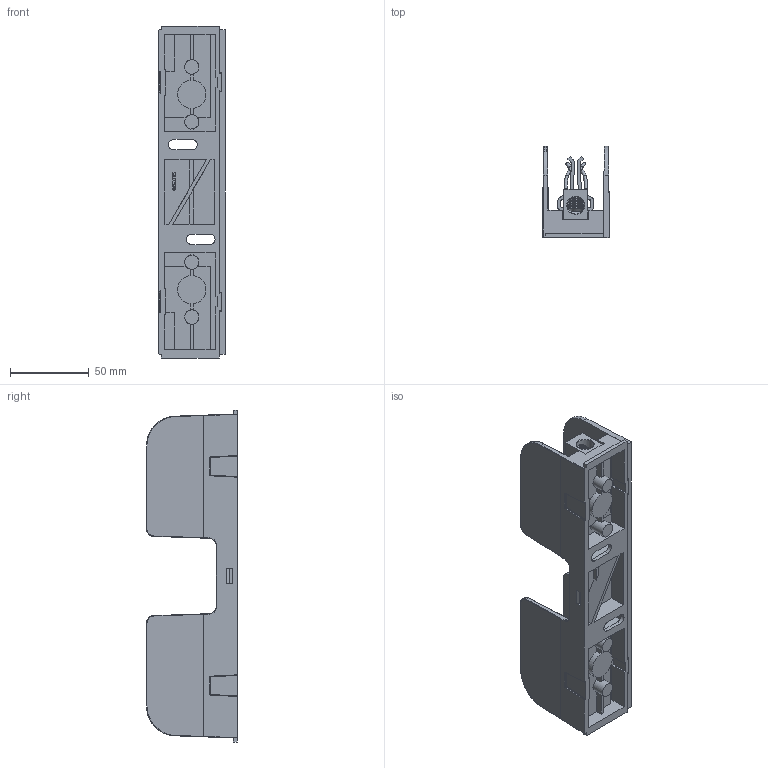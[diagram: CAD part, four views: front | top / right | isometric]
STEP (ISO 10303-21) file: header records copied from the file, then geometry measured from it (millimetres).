
FILE_DESCRIPTION (( 'STEP AP214' ), '1' );
FILE_NAME ('05C0247rev-.STEP', '2014-01-15T16:36:05', ( '' ), ( '' ), 'SwSTEP 2.0', 'SolidWorks 2013', '' );
FILE_SCHEMA (( 'AUTOMOTIVE_DESIGN' ));
Length unit declared in the file: inch
Products named in the file (1): 05C0247rev-
Bounding box: 42.42 x 57.94 x 211.46 mm (x, y, z)
Volume: 121776.5 mm3; surface area: 96209.2 mm2
Topology: 17 solids, 17 shells, 1032 faces, 2580 edges, 1594 vertices
Faces by surface type: plane 489, cylinder 255, cone 188, bspline 80, torus 18, sphere 2
Full cylindrical faces by diameter (mm): 1.981 x6, 2.54 x2, 3.454 x4, 3.962 x4, 4.75 x4, 4.826 x28, 5.105 x8, 5.983 x2, 6.35 x18, 8.241 x2, 8.433 x2, 9.093 x4, 9.525 x22, 11.1 x2, 12.954 x2
Entity records: 45320 total; most frequent: CARTESIAN_POINT 9007, DIRECTION 4498, ORIENTED_EDGE 4472, EDGE_CURVE 2236, AXIS2_PLACEMENT_3D 1565, VERTEX_POINT 1564, EDGE_LOOP 1414, VECTOR 1368
